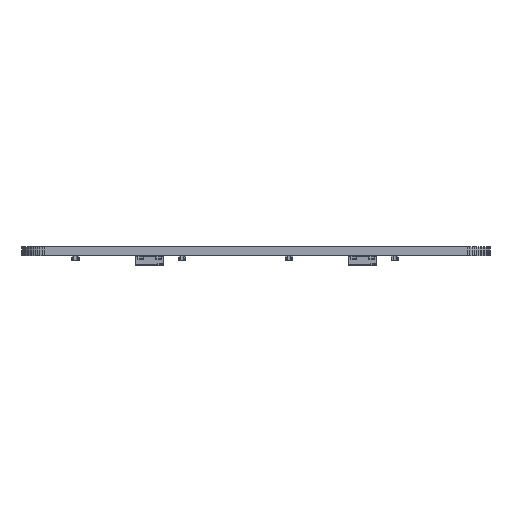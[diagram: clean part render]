
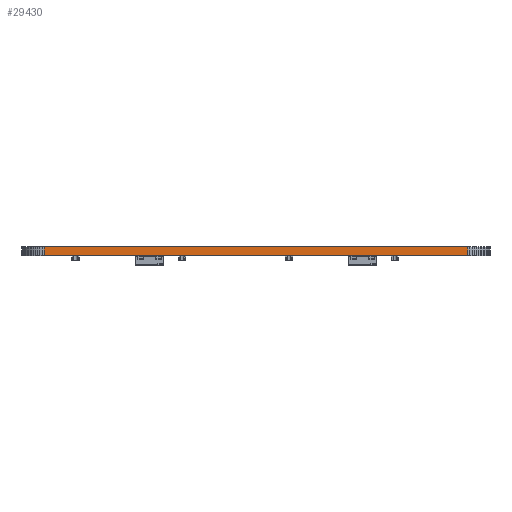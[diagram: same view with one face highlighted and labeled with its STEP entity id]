
A CAD part, front view. The second image highlights one B-rep face of the part: STEP entity #29430.
In plain terms, the highlighted planar face has unit normal (0, -1, 0).
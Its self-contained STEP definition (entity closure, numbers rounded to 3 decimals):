
#9151 = PLANE('',#9152);
#9152 = AXIS2_PLACEMENT_3D('',#9153,#9154,#9155);
#9153 = CARTESIAN_POINT('',(139.046,-99.636,1.58));
#9154 = DIRECTION('',(-0.,-0.,-1.));
#9155 = DIRECTION('',(-1.,0.,0.));
#9205 = PLANE('',#9206);
#9206 = AXIS2_PLACEMENT_3D('',#9207,#9208,#9209);
#9207 = CARTESIAN_POINT('',(139.046,-99.636,0.));
#9208 = DIRECTION('',(-0.,-0.,-1.));
#9209 = DIRECTION('',(-1.,0.,0.));
#10210 = VERTEX_POINT('',#10211);
#10211 = CARTESIAN_POINT('',(176.902,-150.34,0.));
#10225 = PLANE('',#10226);
#10226 = AXIS2_PLACEMENT_3D('',#10227,#10228,#10229);
#10227 = CARTESIAN_POINT('',(177.293,-150.321,0.));
#10228 = DIRECTION('',(0.049,-0.999,0.));
#10229 = DIRECTION('',(-0.999,-0.049,0.));
#10237 = EDGE_CURVE('',#10210,#10238,#10240,.T.);
#10238 = VERTEX_POINT('',#10239);
#10239 = CARTESIAN_POINT('',(101.192,-150.346,0.));
#10240 = SURFACE_CURVE('',#10241,(#10245,#10252),.PCURVE_S1.);
#10241 = LINE('',#10242,#10243);
#10242 = CARTESIAN_POINT('',(176.902,-150.34,0.));
#10243 = VECTOR('',#10244,1.);
#10244 = DIRECTION('',(-1.,0.,0.));
#10245 = PCURVE('',#9205,#10246);
#10246 = DEFINITIONAL_REPRESENTATION('',(#10247),#10251);
#10247 = LINE('',#10248,#10249);
#10248 = CARTESIAN_POINT('',(-37.856,-50.704));
#10249 = VECTOR('',#10250,1.);
#10250 = DIRECTION('',(1.,0.));
#10251 = ( GEOMETRIC_REPRESENTATION_CONTEXT(2) 
PARAMETRIC_REPRESENTATION_CONTEXT() REPRESENTATION_CONTEXT('2D SPACE',''
  ) );
#10252 = PCURVE('',#10253,#10258);
#10253 = PLANE('',#10254);
#10254 = AXIS2_PLACEMENT_3D('',#10255,#10256,#10257);
#10255 = CARTESIAN_POINT('',(176.902,-150.34,0.));
#10256 = DIRECTION('',(0.,-1.,0.));
#10257 = DIRECTION('',(-1.,0.,0.));
#10258 = DEFINITIONAL_REPRESENTATION('',(#10259),#10263);
#10259 = LINE('',#10260,#10261);
#10260 = CARTESIAN_POINT('',(0.,0.));
#10261 = VECTOR('',#10262,1.);
#10262 = DIRECTION('',(1.,0.));
#10263 = ( GEOMETRIC_REPRESENTATION_CONTEXT(2) 
PARAMETRIC_REPRESENTATION_CONTEXT() REPRESENTATION_CONTEXT('2D SPACE',''
  ) );
#10281 = PLANE('',#10282);
#10282 = AXIS2_PLACEMENT_3D('',#10283,#10284,#10285);
#10283 = CARTESIAN_POINT('',(101.192,-150.346,0.));
#10284 = DIRECTION('',(-0.049,-0.999,0.));
#10285 = DIRECTION('',(-0.999,0.049,0.));
#20063 = VERTEX_POINT('',#20064);
#20064 = CARTESIAN_POINT('',(176.902,-150.34,1.58));
#20085 = EDGE_CURVE('',#20063,#20086,#20088,.T.);
#20086 = VERTEX_POINT('',#20087);
#20087 = CARTESIAN_POINT('',(101.192,-150.346,1.58));
#20088 = SURFACE_CURVE('',#20089,(#20093,#20100),.PCURVE_S1.);
#20089 = LINE('',#20090,#20091);
#20090 = CARTESIAN_POINT('',(176.902,-150.34,1.58));
#20091 = VECTOR('',#20092,1.);
#20092 = DIRECTION('',(-1.,0.,0.));
#20093 = PCURVE('',#9151,#20094);
#20094 = DEFINITIONAL_REPRESENTATION('',(#20095),#20099);
#20095 = LINE('',#20096,#20097);
#20096 = CARTESIAN_POINT('',(-37.856,-50.704));
#20097 = VECTOR('',#20098,1.);
#20098 = DIRECTION('',(1.,0.));
#20099 = ( GEOMETRIC_REPRESENTATION_CONTEXT(2) 
PARAMETRIC_REPRESENTATION_CONTEXT() REPRESENTATION_CONTEXT('2D SPACE',''
  ) );
#20100 = PCURVE('',#10253,#20101);
#20101 = DEFINITIONAL_REPRESENTATION('',(#20102),#20106);
#20102 = LINE('',#20103,#20104);
#20103 = CARTESIAN_POINT('',(0.,-1.58));
#20104 = VECTOR('',#20105,1.);
#20105 = DIRECTION('',(1.,0.));
#20106 = ( GEOMETRIC_REPRESENTATION_CONTEXT(2) 
PARAMETRIC_REPRESENTATION_CONTEXT() REPRESENTATION_CONTEXT('2D SPACE',''
  ) );
#29382 = EDGE_CURVE('',#10210,#20063,#29383,.T.);
#29383 = SURFACE_CURVE('',#29384,(#29388,#29395),.PCURVE_S1.);
#29384 = LINE('',#29385,#29386);
#29385 = CARTESIAN_POINT('',(176.902,-150.34,0.));
#29386 = VECTOR('',#29387,1.);
#29387 = DIRECTION('',(0.,0.,1.));
#29388 = PCURVE('',#10225,#29389);
#29389 = DEFINITIONAL_REPRESENTATION('',(#29390),#29394);
#29390 = LINE('',#29391,#29392);
#29391 = CARTESIAN_POINT('',(0.392,0.));
#29392 = VECTOR('',#29393,1.);
#29393 = DIRECTION('',(0.,-1.));
#29394 = ( GEOMETRIC_REPRESENTATION_CONTEXT(2) 
PARAMETRIC_REPRESENTATION_CONTEXT() REPRESENTATION_CONTEXT('2D SPACE',''
  ) );
#29395 = PCURVE('',#10253,#29396);
#29396 = DEFINITIONAL_REPRESENTATION('',(#29397),#29401);
#29397 = LINE('',#29398,#29399);
#29398 = CARTESIAN_POINT('',(0.,0.));
#29399 = VECTOR('',#29400,1.);
#29400 = DIRECTION('',(0.,-1.));
#29401 = ( GEOMETRIC_REPRESENTATION_CONTEXT(2) 
PARAMETRIC_REPRESENTATION_CONTEXT() REPRESENTATION_CONTEXT('2D SPACE',''
  ) );
#29430 = ADVANCED_FACE('',(#29431),#10253,.T.);
#29431 = FACE_BOUND('',#29432,.T.);
#29432 = EDGE_LOOP('',(#29433,#29434,#29435,#29456));
#29433 = ORIENTED_EDGE('',*,*,#29382,.T.);
#29434 = ORIENTED_EDGE('',*,*,#20085,.T.);
#29435 = ORIENTED_EDGE('',*,*,#29436,.F.);
#29436 = EDGE_CURVE('',#10238,#20086,#29437,.T.);
#29437 = SURFACE_CURVE('',#29438,(#29442,#29449),.PCURVE_S1.);
#29438 = LINE('',#29439,#29440);
#29439 = CARTESIAN_POINT('',(101.192,-150.346,0.));
#29440 = VECTOR('',#29441,1.);
#29441 = DIRECTION('',(0.,0.,1.));
#29442 = PCURVE('',#10253,#29443);
#29443 = DEFINITIONAL_REPRESENTATION('',(#29444),#29448);
#29444 = LINE('',#29445,#29446);
#29445 = CARTESIAN_POINT('',(75.71,0.));
#29446 = VECTOR('',#29447,1.);
#29447 = DIRECTION('',(0.,-1.));
#29448 = ( GEOMETRIC_REPRESENTATION_CONTEXT(2) 
PARAMETRIC_REPRESENTATION_CONTEXT() REPRESENTATION_CONTEXT('2D SPACE',''
  ) );
#29449 = PCURVE('',#10281,#29450);
#29450 = DEFINITIONAL_REPRESENTATION('',(#29451),#29455);
#29451 = LINE('',#29452,#29453);
#29452 = CARTESIAN_POINT('',(0.,0.));
#29453 = VECTOR('',#29454,1.);
#29454 = DIRECTION('',(0.,-1.));
#29455 = ( GEOMETRIC_REPRESENTATION_CONTEXT(2) 
PARAMETRIC_REPRESENTATION_CONTEXT() REPRESENTATION_CONTEXT('2D SPACE',''
  ) );
#29456 = ORIENTED_EDGE('',*,*,#10237,.F.);
